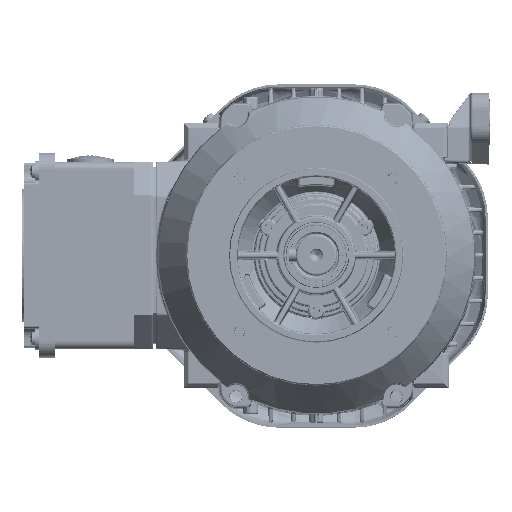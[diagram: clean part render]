
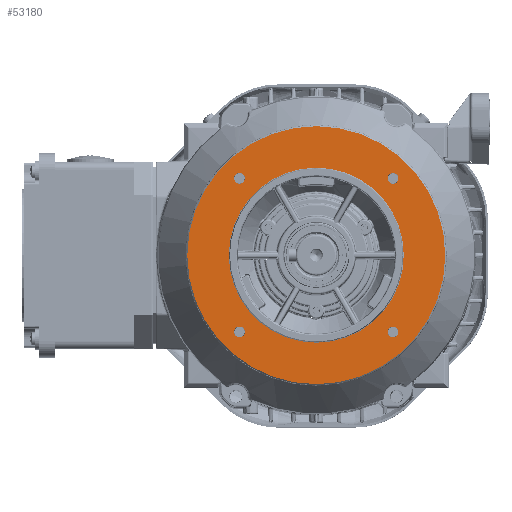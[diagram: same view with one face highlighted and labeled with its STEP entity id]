
A CAD part, top view. The second image highlights one B-rep face of the part: STEP entity #53180.
In plain terms, the highlighted planar face has unit normal (0, 0, 1).
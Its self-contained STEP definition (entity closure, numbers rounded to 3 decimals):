
#13550=FACE_BOUND('',#66485,.T.);
#13551=FACE_BOUND('',#66486,.T.);
#13552=FACE_BOUND('',#66487,.T.);
#13553=FACE_BOUND('',#66488,.T.);
#13554=FACE_BOUND('',#66489,.T.);
#13555=FACE_BOUND('',#66490,.T.);
#14566=PLANE('',#154126);
#53180=ADVANCED_FACE('',(#13550,#13551,#13552,#13553,#13554,#13555),#14566,
 .F.);
#66485=EDGE_LOOP('',(#95820));
#66486=EDGE_LOOP('',(#95821));
#66487=EDGE_LOOP('',(#95822));
#66488=EDGE_LOOP('',(#95823));
#66489=EDGE_LOOP('',(#95824));
#66490=EDGE_LOOP('',(#95825));
#72729=CIRCLE('',#154102,59.395);
#72731=CIRCLE('',#154106,40.3);
#72733=CIRCLE('',#154109,2.496);
#72735=CIRCLE('',#154113,2.496);
#72737=CIRCLE('',#154117,2.496);
#72739=CIRCLE('',#154121,2.496);
#95820=ORIENTED_EDGE('',*,*,#128495,.T.);
#95821=ORIENTED_EDGE('',*,*,#128497,.T.);
#95822=ORIENTED_EDGE('',*,*,#128503,.F.);
#95823=ORIENTED_EDGE('',*,*,#128499,.F.);
#95824=ORIENTED_EDGE('',*,*,#128505,.F.);
#95825=ORIENTED_EDGE('',*,*,#128501,.F.);
#110740=VERTEX_POINT('',#268469);
#110742=VERTEX_POINT('',#268475);
#110744=VERTEX_POINT('',#268480);
#110746=VERTEX_POINT('',#268486);
#110748=VERTEX_POINT('',#268492);
#110750=VERTEX_POINT('',#268498);
#128495=EDGE_CURVE('',#110740,#110740,#72729,.T.);
#128497=EDGE_CURVE('',#110742,#110742,#72731,.T.);
#128499=EDGE_CURVE('',#110744,#110744,#72733,.T.);
#128501=EDGE_CURVE('',#110746,#110746,#72735,.T.);
#128503=EDGE_CURVE('',#110748,#110748,#72737,.T.);
#128505=EDGE_CURVE('',#110750,#110750,#72739,.T.);
#154102=AXIS2_PLACEMENT_3D('',#268468,#177850,#177851);
#154106=AXIS2_PLACEMENT_3D('',#268474,#177858,#177859);
#154109=AXIS2_PLACEMENT_3D('',#268479,#177864,#177865);
#154113=AXIS2_PLACEMENT_3D('',#268485,#177872,#177873);
#154117=AXIS2_PLACEMENT_3D('',#268491,#177880,#177881);
#154121=AXIS2_PLACEMENT_3D('',#268497,#177888,#177889);
#154126=AXIS2_PLACEMENT_3D('',#268504,#177898,#177899);
#177850=DIRECTION('',(0.,0.,1.));
#177851=DIRECTION('',(0.,-1.,0.));
#177858=DIRECTION('',(0.,0.,-1.));
#177859=DIRECTION('',(0.,-1.,0.));
#177864=DIRECTION('',(0.,0.,1.));
#177865=DIRECTION('',(0.,-1.,0.));
#177872=DIRECTION('',(0.,0.,1.));
#177873=DIRECTION('',(0.,-1.,0.));
#177880=DIRECTION('',(0.,0.,1.));
#177881=DIRECTION('',(0.,-1.,0.));
#177888=DIRECTION('',(0.,0.,1.));
#177889=DIRECTION('',(0.,-1.,0.));
#177898=DIRECTION('',(0.,0.,-1.));
#177899=DIRECTION('',(0.,-1.,0.));
#268468=CARTESIAN_POINT('',(0.,0.,62.497));
#268469=CARTESIAN_POINT('',(0.,-59.395,62.497));
#268474=CARTESIAN_POINT('',(0.,0.,62.497));
#268475=CARTESIAN_POINT('',(0.,-40.3,62.497));
#268479=CARTESIAN_POINT('',(-35.355,35.355,62.497));
#268480=CARTESIAN_POINT('',(-35.355,32.86,62.497));
#268485=CARTESIAN_POINT('',(-35.355,-35.355,62.497));
#268486=CARTESIAN_POINT('',(-35.355,-37.851,62.497));
#268491=CARTESIAN_POINT('',(35.355,-35.355,62.497));
#268492=CARTESIAN_POINT('',(35.355,-37.851,62.497));
#268497=CARTESIAN_POINT('',(35.355,35.355,62.497));
#268498=CARTESIAN_POINT('',(35.355,32.86,62.497));
#268504=CARTESIAN_POINT('',(0.,0.,62.497));
